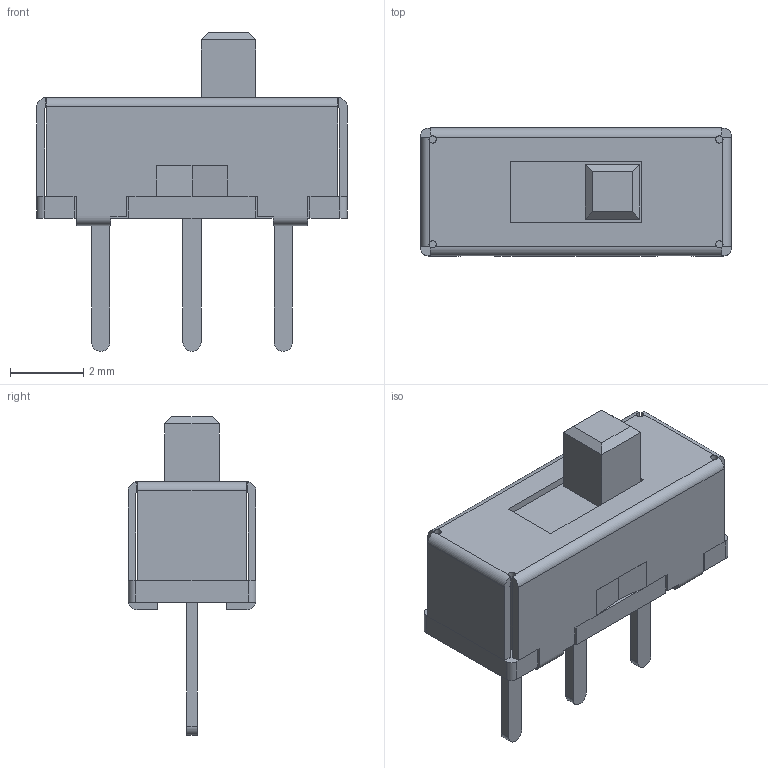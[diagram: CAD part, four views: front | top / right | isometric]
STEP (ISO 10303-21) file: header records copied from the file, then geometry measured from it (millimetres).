
FILE_DESCRIPTION(/* description */ ('KiCad electronic assembly'),/* implementation_level */ '2;1');
FILE_NAME(/* name */ 'switch power 2mm.step',/* time_stamp */ '2025-06-06T09:11:55+02:00',/* author */ (''),/* organization */ (''),/* preprocessor_version */ 'ST-DEVELOPER v20.1',/* originating_system */ 'Autodesk Translation Framework v14.10.0.0',/* authorisation */ '');
FILE_SCHEMA (('AUTOMOTIVE_DESIGN { 1 0 10303 214 3 1 1 }'));
Length unit declared in the file: millimetre
Products named in the file (2): PCB-CC_v2-nodetails 1; SPDT slide switch SS12D00
Assembly tree (1 placements, depth 2):
  PCB-CC_v2-nodetails 1
    SPDT slide switch SS12D00
Bounding box: 8.5 x 3.5 x 8.73 mm (x, y, z)
Volume: 91.5 mm3; surface area: 319.6 mm2
Topology: 1 solids, 1 shells, 165 faces, 498 edges, 316 vertices
Faces by surface type: plane 122, cylinder 35, sphere 8
Entity records: 5991 total; most frequent: CARTESIAN_POINT 1254, ORIENTED_EDGE 992, DIRECTION 898, EDGE_CURVE 496, LINE 390, VECTOR 390, VERTEX_POINT 316, AXIS2_PLACEMENT_3D 254
